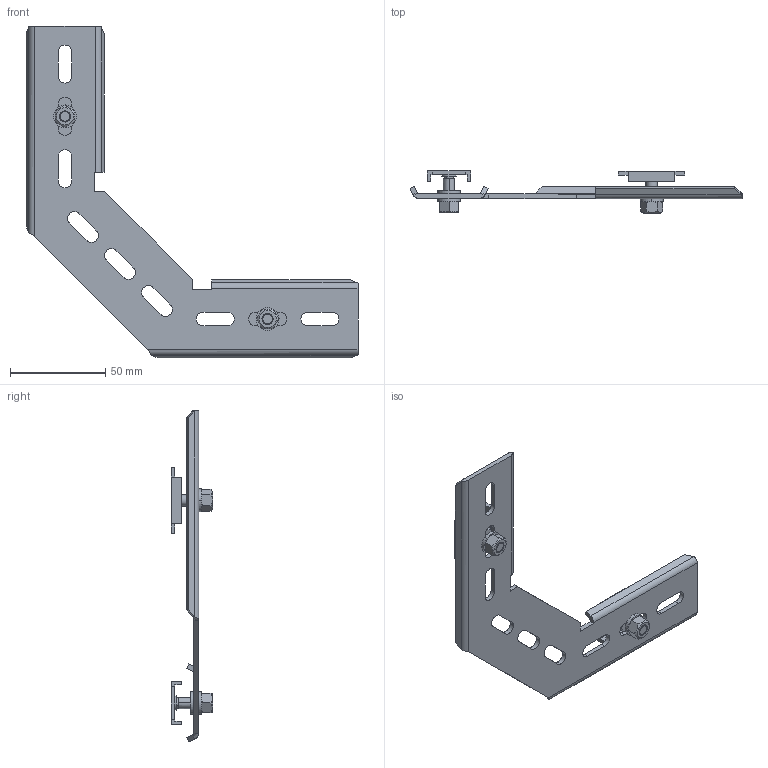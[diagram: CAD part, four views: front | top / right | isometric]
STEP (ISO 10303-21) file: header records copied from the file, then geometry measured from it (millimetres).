
FILE_DESCRIPTION((''),'2;1');
FILE_NAME('MONTAGEWINKEL_90_S_0_SL17_ASM','2013-12-06T',('AndreasKeweloh'),(''),'PRO/ENGINEER BY PARAMETRIC TECHNOLOGY CORPORATION, 2012360','PRO/ENGINEER BY PARAMETRIC TECHNOLOGY CORPORATION, 2012360','');
FILE_SCHEMA(('CONFIG_CONTROL_DESIGN'));
Length unit declared in the file: millimetre
Products named in the file (7): KLEMMTEIL; PT-GEWINDEBOLZEN_M6X20; VERBINDER_MW-SL-M6_ASM; SCHEIBE_A_6_4_DIN_125_2; SICHERUNGSMUTTER_DIN_985-M6; MONTAGEWINKEL_90_S_0_MW90_SL17; MONTAGEWINKEL_90_S_0_SL17_ASM
Assembly tree (11 placements, depth 3):
  MONTAGEWINKEL_90_S_0_SL17_ASM
    VERBINDER_MW-SL-M6_ASM  x2
      KLEMMTEIL
      PT-GEWINDEBOLZEN_M6X20
    SCHEIBE_A_6_4_DIN_125_2  x4
    SICHERUNGSMUTTER_DIN_985-M6  x2
    MONTAGEWINKEL_90_S_0_MW90_SL17
Bounding box: 174.5 x 22 x 174.5 mm (x, y, z)
Volume: 32584.2 mm3; surface area: 30872.8 mm2
Topology: 11 solids, 11 shells, 212 faces, 542 edges, 354 vertices
Faces by surface type: plane 114, cylinder 64, cone 20, torus 8, bspline 6
Entity records: 5223 total; most frequent: CARTESIAN_POINT 1392, DIRECTION 770, ORIENTED_EDGE 762, EDGE_CURVE 381, AXIS2_PLACEMENT_3D 264, VERTEX_POINT 249, VECTOR 242, LINE 242
